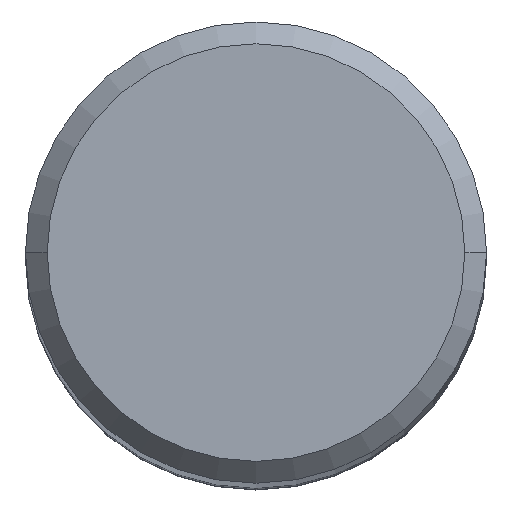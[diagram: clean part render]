
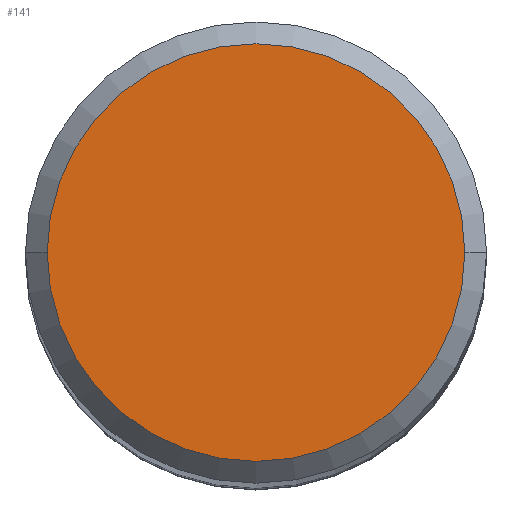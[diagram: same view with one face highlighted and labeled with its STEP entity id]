
A CAD part, top view. The second image highlights one B-rep face of the part: STEP entity #141.
In plain terms, the highlighted planar face has unit normal (0, 0, 1).
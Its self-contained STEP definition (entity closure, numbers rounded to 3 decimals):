
#30=PLANE('',#1029);
#141=ADVANCED_FACE('',(#194),#30,.F.);
#194=FACE_OUTER_BOUND('',#242,.T.);
#242=EDGE_LOOP('',(#413,#414,#415,#416));
#413=ORIENTED_EDGE('',*,*,#629,.F.);
#414=ORIENTED_EDGE('',*,*,#628,.F.);
#415=ORIENTED_EDGE('',*,*,#630,.F.);
#416=ORIENTED_EDGE('',*,*,#631,.F.);
#525=VERTEX_POINT('',#2637);
#526=VERTEX_POINT('',#2639);
#527=VERTEX_POINT('',#2641);
#528=VERTEX_POINT('',#2645);
#628=EDGE_CURVE('',#526,#527,#759,.T.);
#629=EDGE_CURVE('',#527,#525,#760,.T.);
#630=EDGE_CURVE('',#528,#526,#761,.T.);
#631=EDGE_CURVE('',#525,#528,#762,.T.);
#759=CIRCLE('',#1024,11.5);
#760=CIRCLE('',#1025,11.5);
#761=CIRCLE('',#1027,11.5);
#762=CIRCLE('',#1028,11.5);
#1024=AXIS2_PLACEMENT_3D('',#2640,#1264,#1265);
#1025=AXIS2_PLACEMENT_3D('',#2642,#1266,#1267);
#1027=AXIS2_PLACEMENT_3D('',#2644,#1270,#1271);
#1028=AXIS2_PLACEMENT_3D('',#2646,#1272,#1273);
#1029=AXIS2_PLACEMENT_3D('',#2647,#1274,#1275);
#1264=DIRECTION('',(0.,0.,-1.));
#1265=DIRECTION('',(-1.,0.,0.));
#1266=DIRECTION('',(0.,0.,-1.));
#1267=DIRECTION('',(0.,1.,0.));
#1270=DIRECTION('',(0.,0.,-1.));
#1271=DIRECTION('',(0.,-1.,0.));
#1272=DIRECTION('',(0.,0.,-1.));
#1273=DIRECTION('',(1.,0.,0.));
#1274=DIRECTION('',(0.,0.,-1.));
#1275=DIRECTION('',(-1.,0.,0.));
#2637=CARTESIAN_POINT('',(11.5,0.,0.));
#2639=CARTESIAN_POINT('',(-11.5,0.,0.));
#2640=CARTESIAN_POINT('',(0.,0.,0.));
#2641=CARTESIAN_POINT('',(0.,11.5,0.));
#2642=CARTESIAN_POINT('',(0.,0.,0.));
#2644=CARTESIAN_POINT('',(0.,0.,0.));
#2645=CARTESIAN_POINT('',(0.,-11.5,0.));
#2646=CARTESIAN_POINT('',(0.,0.,0.));
#2647=CARTESIAN_POINT('',(0.,0.,0.));
